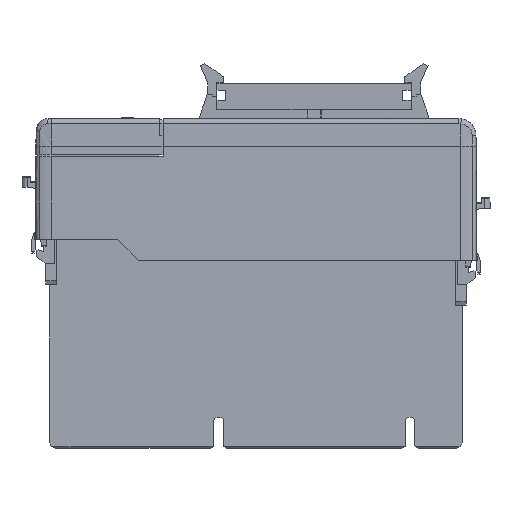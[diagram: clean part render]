
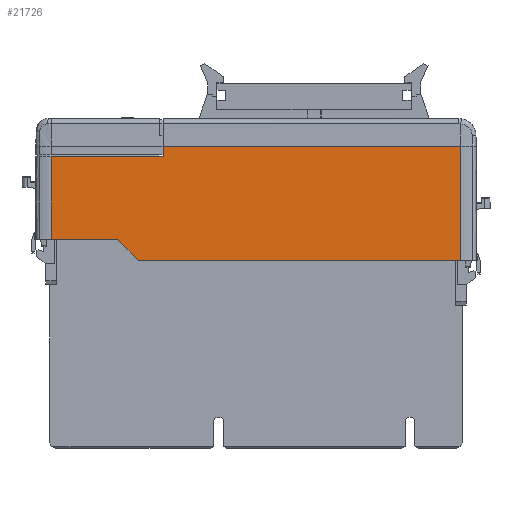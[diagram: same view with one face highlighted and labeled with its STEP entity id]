
A CAD part, left-side view. The second image highlights one B-rep face of the part: STEP entity #21726.
In plain terms, the highlighted planar face has unit normal (-1, 0, 0.009).
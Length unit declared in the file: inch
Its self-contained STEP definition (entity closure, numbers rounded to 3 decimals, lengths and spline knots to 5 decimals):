
#3828 = EDGE_CURVE ( 'NONE', #21178, #21179, #55935, .T. ) ;
#3862 = EDGE_CURVE ( 'NONE', #21214, #21215, #56110, .T. ) ;
#3882 = EDGE_CURVE ( 'NONE', #21215, #21178, #56312, .T. ) ;
#3883 = EDGE_CURVE ( 'NONE', #21214, #14501, #56317, .T. ) ;
#3884 = EDGE_CURVE ( 'NONE', #21179, #14471, #56321, .T. ) ;
#14471 = VERTEX_POINT ( 'NONE', #46711 ) ;
#14472 = VERTEX_POINT ( 'NONE', #46712 ) ;
#14500 = VERTEX_POINT ( 'NONE', #46750 ) ;
#14501 = VERTEX_POINT ( 'NONE', #46752 ) ;
#14813 = FACE_OUTER_BOUND ( 'NONE', #62501, .T. ) ;
#14820 = AXIS2_PLACEMENT_3D ( 'NONE', #51899, #51900, #51902 ) ;
#15891 = ORIENTED_EDGE ( 'NONE', *, *, #3884, .F. ) ;
#15892 = ORIENTED_EDGE ( 'NONE', *, *, #22079, .T. ) ;
#15893 = ORIENTED_EDGE ( 'NONE', *, *, #23883, .T. ) ;
#15894 = ORIENTED_EDGE ( 'NONE', *, *, #23854, .F. ) ;
#15895 = ORIENTED_EDGE ( 'NONE', *, *, #3883, .T. ) ;
#15896 = ORIENTED_EDGE ( 'NONE', *, *, #3882, .F. ) ;
#15897 = ORIENTED_EDGE ( 'NONE', *, *, #3828, .F. ) ;
#15898 = ORIENTED_EDGE ( 'NONE', *, *, #3862, .F. ) ;
#21178 = VERTEX_POINT ( 'NONE', #55020 ) ;
#21179 = VERTEX_POINT ( 'NONE', #55021 ) ;
#21214 = VERTEX_POINT ( 'NONE', #55041 ) ;
#21215 = VERTEX_POINT ( 'NONE', #55082 ) ;
#21726 = ADVANCED_FACE ( 'NONE', ( #14813 ), #51898, .T. ) ;
#22079 = EDGE_CURVE ( 'NONE', #14500, #14472, #30074, .T. ) ;
#23854 = EDGE_CURVE ( 'NONE', #14471, #14472, #37013, .T. ) ;
#23883 = EDGE_CURVE ( 'NONE', #14501, #14500, #37152, .T. ) ;
#30074 = LINE ( 'NONE', #30075, #30796 ) ;
#30075 = CARTESIAN_POINT ( 'NONE',  ( 3.97234, 1.69669, -6.53885 ) ) ;
#30076 = DIRECTION ( 'NONE',  ( -0.006, -0.707, -0.707 ) ) ;
#30796 = VECTOR ( 'NONE', #30076, 39.37008 ) ;
#31058 = VECTOR ( 'NONE', #37017, 39.37008 ) ;
#31089 = VECTOR ( 'NONE', #37156, 39.37008 ) ;
#37013 = LINE ( 'NONE', #37015, #31058 ) ;
#37015 = CARTESIAN_POINT ( 'NONE',  ( 3.98844, 0., -4.69395 ) ) ;
#37017 = DIRECTION ( 'NONE',  ( 0., 1., 0. ) ) ;
#37152 = LINE ( 'NONE', #37154, #31089 ) ;
#37154 = CARTESIAN_POINT ( 'NONE',  ( 3.99053, -0.14835, -4.4538 ) ) ;
#37156 = DIRECTION ( 'NONE',  ( 0., -1., 0. ) ) ;
#46711 = CARTESIAN_POINT ( 'NONE',  ( 3.98844, -0.14835, -4.69395 ) ) ;
#46712 = CARTESIAN_POINT ( 'NONE',  ( 3.98844, 3.54158, -4.69395 ) ) ;
#46750 = CARTESIAN_POINT ( 'NONE',  ( 3.99053, 3.78174, -4.4538 ) ) ;
#46752 = CARTESIAN_POINT ( 'NONE',  ( 3.99053, 4.53994, -4.4538 ) ) ;
#51898 = PLANE ( 'NONE',  #14820 ) ;
#51899 = CARTESIAN_POINT ( 'NONE',  ( 3.98844, -0.14835, -4.69395 ) ) ;
#51900 = DIRECTION ( 'NONE',  ( -1., 0., 0.009 ) ) ;
#51902 = DIRECTION ( 'NONE',  ( 0.009, 0., 1. ) ) ;
#55020 = CARTESIAN_POINT ( 'NONE',  ( 3.99986, 3.25667, -3.38572 ) ) ;
#55021 = CARTESIAN_POINT ( 'NONE',  ( 3.99986, -0.14835, -3.38572 ) ) ;
#55041 = CARTESIAN_POINT ( 'NONE',  ( 3.99882, 4.53994, -3.50384 ) ) ;
#55082 = CARTESIAN_POINT ( 'NONE',  ( 3.99882, 3.2577, -3.50384 ) ) ;
#55935 = LINE ( 'NONE', #55937, #56252 ) ;
#55937 = CARTESIAN_POINT ( 'NONE',  ( 3.99986, -0.14835, -3.38572 ) ) ;
#55938 = DIRECTION ( 'NONE',  ( 0., -1., 0. ) ) ;
#56110 = LINE ( 'NONE', #56111, #56220 ) ;
#56111 = CARTESIAN_POINT ( 'NONE',  ( 3.99882, -0.14835, -3.50384 ) ) ;
#56113 = DIRECTION ( 'NONE',  ( 0., -1., 0. ) ) ;
#56220 = VECTOR ( 'NONE', #56113, 39.37008 ) ;
#56252 = VECTOR ( 'NONE', #55938, 39.37008 ) ;
#56312 = LINE ( 'NONE', #56313, #56598 ) ;
#56313 = CARTESIAN_POINT ( 'NONE',  ( 4.00182, 3.25471, -3.1604 ) ) ;
#56315 = DIRECTION ( 'NONE',  ( 0.009, -0.009, 1. ) ) ;
#56317 = LINE ( 'NONE', #56318, #56610 ) ;
#56318 = CARTESIAN_POINT ( 'NONE',  ( 3.98847, 4.53994, -4.68983 ) ) ;
#56320 = DIRECTION ( 'NONE',  ( -0.009, 0., -1. ) ) ;
#56321 = LINE ( 'NONE', #56322, #56622 ) ;
#56322 = CARTESIAN_POINT ( 'NONE',  ( 3.98847, -0.14835, -4.68983 ) ) ;
#56324 = DIRECTION ( 'NONE',  ( -0.009, 0., -1. ) ) ;
#56598 = VECTOR ( 'NONE', #56315, 39.37008 ) ;
#56610 = VECTOR ( 'NONE', #56320, 39.37008 ) ;
#56622 = VECTOR ( 'NONE', #56324, 39.37008 ) ;
#62501 = EDGE_LOOP ( 'NONE', ( #15897, #15896, #15898, #15895, #15893, #15892, #15894, #15891 ) ) ;
